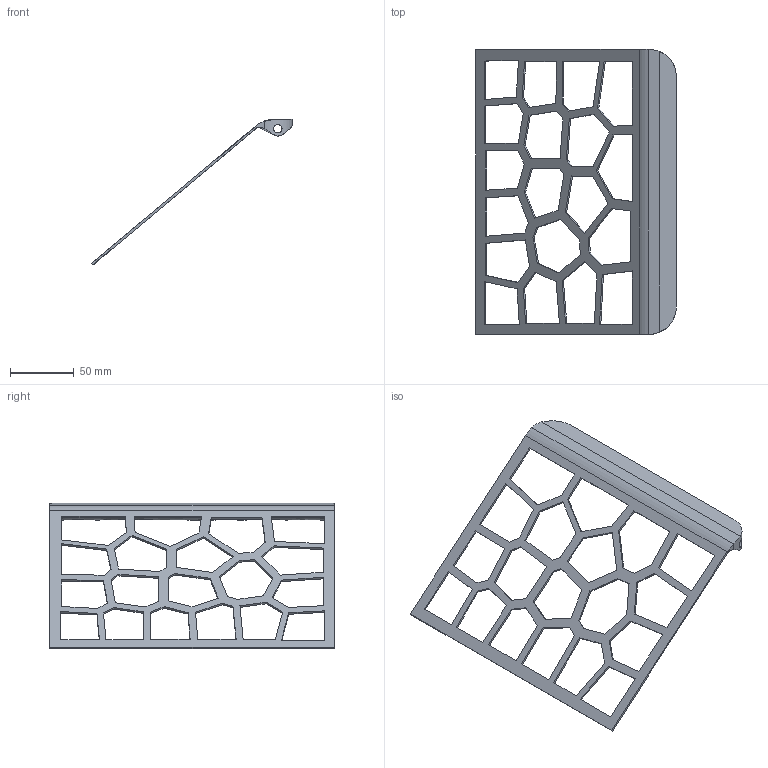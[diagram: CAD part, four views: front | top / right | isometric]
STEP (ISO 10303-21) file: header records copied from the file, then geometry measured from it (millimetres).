
FILE_DESCRIPTION(/* description */ (''),/* implementation_level */ '2;1');
FILE_NAME(/* name */ 'Flapps for fixture v15.step',/* time_stamp */ '2024-08-17T12:34:56-04:00',/* author */ (''),/* organization */ (''),/* preprocessor_version */ 'ST-DEVELOPER v20',/* originating_system */ 'Autodesk Translation Framework v13.14.0.145',/* authorisation */ '');
FILE_SCHEMA (('AUTOMOTIVE_DESIGN { 1 0 10303 214 3 1 1 }'));
Length unit declared in the file: inch
Products named in the file (1): Flapps for fixture
Bounding box: 157.9 x 224.16 x 114.81 mm (x, y, z)
Volume: 67534.6 mm3; surface area: 51801 mm2
Topology: 1 solids, 1 shells, 113 faces, 334 edges, 223 vertices
Faces by surface type: plane 105, cylinder 5, bspline 3
Full cylindrical faces by diameter (mm): 6.603 x1
Entity records: 4066 total; most frequent: CARTESIAN_POINT 952, ORIENTED_EDGE 668, DIRECTION 548, EDGE_CURVE 334, LINE 314, VECTOR 314, VERTEX_POINT 223, EDGE_LOOP 153
